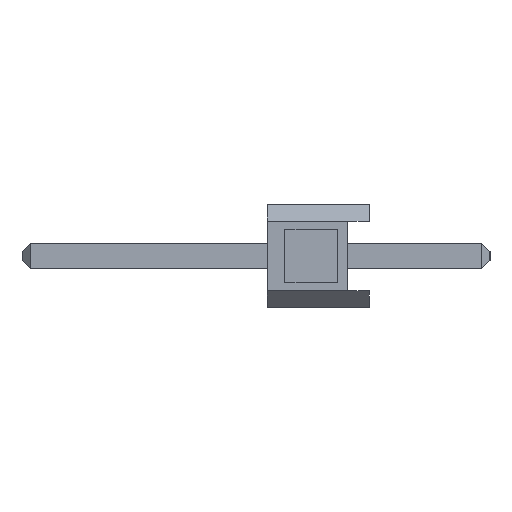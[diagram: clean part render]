
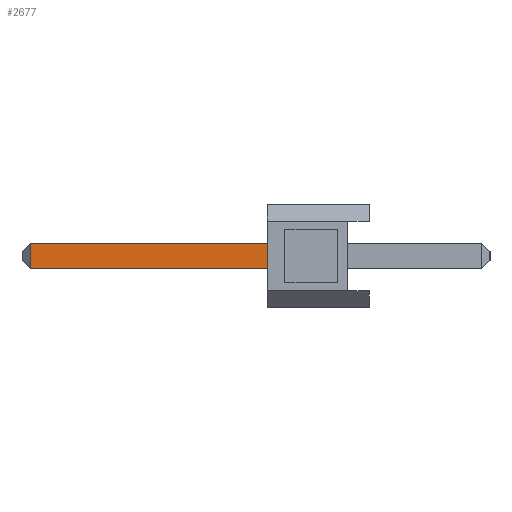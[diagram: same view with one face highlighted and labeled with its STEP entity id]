
A CAD part, left-side view. The second image highlights one B-rep face of the part: STEP entity #2677.
In plain terms, the highlighted planar face has unit normal (-1, 0, 0).
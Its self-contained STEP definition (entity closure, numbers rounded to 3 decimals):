
#1097 = AXIS2_PLACEMENT_3D ( 'NONE', #6837, #4275, #18177 ) ;
#2677 = ADVANCED_FACE ( 'NONE', ( #20428 ), #20796, .T. ) ;
#4275 = DIRECTION ( 'NONE',  ( -1., 0., 0. ) ) ;
#4371 = VERTEX_POINT ( 'NONE', #11196 ) ;
#4547 = ORIENTED_EDGE ( 'NONE', *, *, #9466, .T. ) ;
#5188 = VECTOR ( 'NONE', #29496, 1000. ) ;
#6474 = CARTESIAN_POINT ( 'NONE',  ( -0.32, -3., -0.32 ) ) ;
#6509 = VERTEX_POINT ( 'NONE', #21565 ) ;
#6837 = CARTESIAN_POINT ( 'NONE',  ( -0.32, -3., -0.32 ) ) ;
#7081 = ORIENTED_EDGE ( 'NONE', *, *, #26958, .F. ) ;
#8123 = LINE ( 'NONE', #14944, #24568 ) ;
#9466 = EDGE_CURVE ( 'NONE', #6509, #4371, #8123, .T. ) ;
#9645 = EDGE_CURVE ( 'NONE', #19829, #21605, #21571, .T. ) ;
#11196 = CARTESIAN_POINT ( 'NONE',  ( -0.32, 8.44, 0.32 ) ) ;
#11394 = LINE ( 'NONE', #22519, #5188 ) ;
#11813 = ORIENTED_EDGE ( 'NONE', *, *, #19758, .T. ) ;
#14717 = ORIENTED_EDGE ( 'NONE', *, *, #9645, .F. ) ;
#14944 = CARTESIAN_POINT ( 'NONE',  ( -0.32, -3., 0.32 ) ) ;
#18177 = DIRECTION ( 'NONE',  ( 0., 0., 1. ) ) ;
#18310 = DIRECTION ( 'NONE',  ( 0., 1., 0. ) ) ;
#19758 = EDGE_CURVE ( 'NONE', #4371, #21605, #11394, .T. ) ;
#19829 = VERTEX_POINT ( 'NONE', #20858 ) ;
#20428 = FACE_OUTER_BOUND ( 'NONE', #29717, .T. ) ;
#20796 = PLANE ( 'NONE',  #1097 ) ;
#20858 = CARTESIAN_POINT ( 'NONE',  ( -0.32, 2.54, -0.32 ) ) ;
#21565 = CARTESIAN_POINT ( 'NONE',  ( -0.32, 2.54, 0.32 ) ) ;
#21571 = LINE ( 'NONE', #6474, #23065 ) ;
#21605 = VERTEX_POINT ( 'NONE', #25140 ) ;
#22519 = CARTESIAN_POINT ( 'NONE',  ( -0.32, 8.44, -0.32 ) ) ;
#23065 = VECTOR ( 'NONE', #18310, 1000. ) ;
#23734 = CARTESIAN_POINT ( 'NONE',  ( -0.32, 2.54, 0. ) ) ;
#24323 = LINE ( 'NONE', #23734, #29469 ) ;
#24568 = VECTOR ( 'NONE', #28852, 1000. ) ;
#25140 = CARTESIAN_POINT ( 'NONE',  ( -0.32, 8.44, -0.32 ) ) ;
#25676 = DIRECTION ( 'NONE',  ( 0., 0., -1. ) ) ;
#26958 = EDGE_CURVE ( 'NONE', #6509, #19829, #24323, .T. ) ;
#28852 = DIRECTION ( 'NONE',  ( 0., 1., 0. ) ) ;
#29469 = VECTOR ( 'NONE', #25676, 1000. ) ;
#29496 = DIRECTION ( 'NONE',  ( 0., 0., -1. ) ) ;
#29717 = EDGE_LOOP ( 'NONE', ( #4547, #11813, #14717, #7081 ) ) ;
